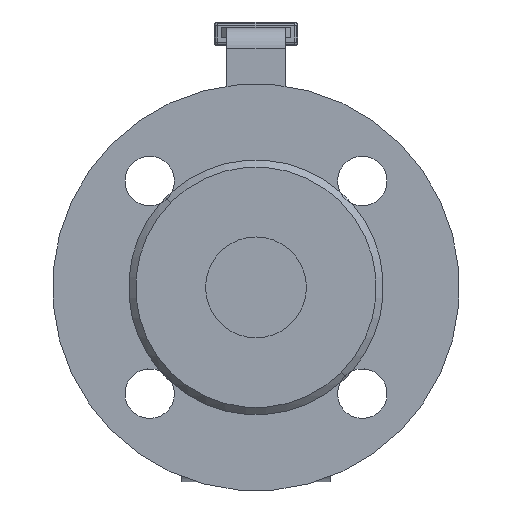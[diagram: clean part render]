
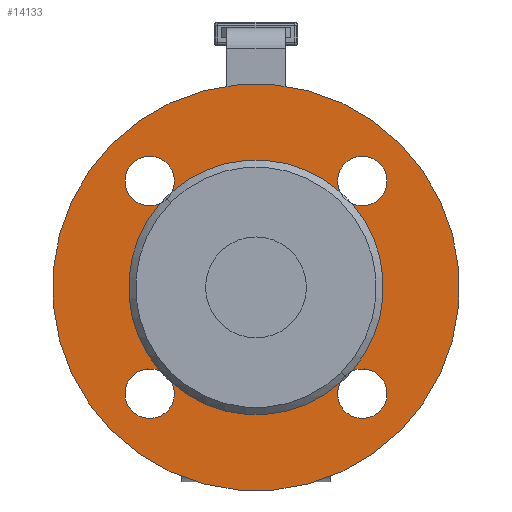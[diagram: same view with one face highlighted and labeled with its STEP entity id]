
A CAD part, left-side view. The second image highlights one B-rep face of the part: STEP entity #14133.
In plain terms, the highlighted planar face has unit normal (-1, 0, 0).
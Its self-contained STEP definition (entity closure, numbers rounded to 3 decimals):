
#11844=CARTESIAN_POINT('',(-84.,23.71,27.09));
#11845=VERTEX_POINT('',#11844);
#11853=CARTESIAN_POINT('',(-84.,35.002,35.002));
#11854=VERTEX_POINT('',#11853);
#11855=CARTESIAN_POINT('',(-84.,30.052,30.052));
#11856=DIRECTION('',(1.,0.,-0.));
#11857=DIRECTION('',(-0.,-0.707,-0.707));
#11858=AXIS2_PLACEMENT_3D('',#11855,#11856,#11857);
#11859=CIRCLE('',#11858,7.);
#11860=EDGE_CURVE('',#11854,#11845,#11859,.T.);
#11886=CARTESIAN_POINT('',(-84.,25.102,-35.002));
#11887=VERTEX_POINT('',#11886);
#11896=CARTESIAN_POINT('',(-84.,23.71,-27.09));
#11897=VERTEX_POINT('',#11896);
#11898=CARTESIAN_POINT('',(-84.,30.052,-30.052));
#11899=DIRECTION('',(1.,0.,-0.));
#11900=DIRECTION('',(-0.,-0.707,-0.707));
#11901=AXIS2_PLACEMENT_3D('',#11898,#11899,#11900);
#11902=CIRCLE('',#11901,7.);
#11903=EDGE_CURVE('',#11897,#11887,#11902,.T.);
#11905=CARTESIAN_POINT('',(-84.,27.09,-23.71));
#11906=VERTEX_POINT('',#11905);
#11914=CARTESIAN_POINT('',(-84.,35.002,-25.102));
#11915=VERTEX_POINT('',#11914);
#11916=CARTESIAN_POINT('',(-84.,30.052,-30.052));
#11917=DIRECTION('',(1.,0.,-0.));
#11918=DIRECTION('',(-0.,-0.707,-0.707));
#11919=AXIS2_PLACEMENT_3D('',#11916,#11917,#11918);
#11920=CIRCLE('',#11919,7.);
#11921=EDGE_CURVE('',#11915,#11906,#11920,.T.);
#11947=CARTESIAN_POINT('',(-84.,-35.002,-35.002));
#11948=VERTEX_POINT('',#11947);
#11957=CARTESIAN_POINT('',(-84.,-27.09,-23.71));
#11958=VERTEX_POINT('',#11957);
#11959=CARTESIAN_POINT('',(-84.,-30.052,-30.052));
#11960=DIRECTION('',(1.,0.,-0.));
#11961=DIRECTION('',(-0.,-0.707,-0.707));
#11962=AXIS2_PLACEMENT_3D('',#11959,#11960,#11961);
#11963=CIRCLE('',#11962,7.);
#11964=EDGE_CURVE('',#11958,#11948,#11963,.T.);
#11999=CARTESIAN_POINT('',(-84.,-35.002,25.102));
#12000=VERTEX_POINT('',#11999);
#12009=CARTESIAN_POINT('',(-84.,-25.102,35.002));
#12010=VERTEX_POINT('',#12009);
#12011=CARTESIAN_POINT('',(-84.,-30.052,30.052));
#12012=DIRECTION('',(1.,0.,-0.));
#12013=DIRECTION('',(-0.,-0.707,-0.707));
#12014=AXIS2_PLACEMENT_3D('',#12011,#12012,#12013);
#12015=CIRCLE('',#12014,7.);
#12016=EDGE_CURVE('',#12010,#12000,#12015,.T.);
#12117=CARTESIAN_POINT('',(-84.,-27.09,23.71));
#12118=VERTEX_POINT('',#12117);
#12119=CARTESIAN_POINT('',(-84.,-0.,-0.));
#12120=DIRECTION('',(1.,0.,-0.));
#12121=DIRECTION('',(-0.,0.707,0.707));
#12122=AXIS2_PLACEMENT_3D('',#12119,#12120,#12121);
#12123=CIRCLE('',#12122,36.);
#12124=EDGE_CURVE('',#12118,#11958,#12123,.T.);
#12126=CARTESIAN_POINT('',(-84.,-23.71,27.09));
#12127=VERTEX_POINT('',#12126);
#12135=CARTESIAN_POINT('',(-84.,-0.,-0.));
#12136=DIRECTION('',(1.,0.,-0.));
#12137=DIRECTION('',(-0.,0.707,0.707));
#12138=AXIS2_PLACEMENT_3D('',#12135,#12136,#12137);
#12139=CIRCLE('',#12138,36.);
#12140=EDGE_CURVE('',#11845,#12127,#12139,.T.);
#12158=CARTESIAN_POINT('',(-84.,40.659,40.659));
#12159=VERTEX_POINT('',#12158);
#12168=CARTESIAN_POINT('',(-84.,-40.659,-40.659));
#12169=VERTEX_POINT('',#12168);
#12170=CARTESIAN_POINT('',(-84.,-0.,0.));
#12171=DIRECTION('',(1.,0.,-0.));
#12172=DIRECTION('',(-0.,0.707,0.707));
#12173=AXIS2_PLACEMENT_3D('',#12170,#12171,#12172);
#12174=CIRCLE('',#12173,57.5);
#12175=EDGE_CURVE('',#12159,#12169,#12174,.T.);
#14051=CARTESIAN_POINT('',(-84.,-0.,0.));
#14052=DIRECTION('',(1.,0.,-0.));
#14053=DIRECTION('',(-0.,0.707,0.707));
#14054=AXIS2_PLACEMENT_3D('',#14051,#14052,#14053);
#14055=CIRCLE('',#14054,57.5);
#14056=EDGE_CURVE('',#12169,#12159,#14055,.T.);
#14062=CARTESIAN_POINT('',(-84.,33.057,33.057));
#14063=DIRECTION('',(-1.,-0.,0.));
#14064=DIRECTION('',(0.,-1.,0.));
#14065=AXIS2_PLACEMENT_3D('',#14062,#14063,#14064);
#14066=PLANE('',#14065);
#14067=ORIENTED_EDGE('',*,*,#14056,.F.);
#14068=ORIENTED_EDGE('',*,*,#12175,.F.);
#14069=EDGE_LOOP('',(#14067,#14068));
#14070=FACE_BOUND('',#14069,.T.);
#14071=CARTESIAN_POINT('',(-84.,27.09,23.71));
#14072=VERTEX_POINT('',#14071);
#14073=CARTESIAN_POINT('',(-84.,30.052,30.052));
#14074=DIRECTION('',(1.,0.,-0.));
#14075=DIRECTION('',(-0.,-0.707,-0.707));
#14076=AXIS2_PLACEMENT_3D('',#14073,#14074,#14075);
#14077=CIRCLE('',#14076,7.);
#14078=EDGE_CURVE('',#14072,#11854,#14077,.T.);
#14079=ORIENTED_EDGE('',*,*,#14078,.T.);
#14080=ORIENTED_EDGE('',*,*,#11860,.T.);
#14081=ORIENTED_EDGE('',*,*,#12140,.T.);
#14082=CARTESIAN_POINT('',(-84.,-30.052,30.052));
#14083=DIRECTION('',(1.,0.,-0.));
#14084=DIRECTION('',(-0.,-0.707,-0.707));
#14085=AXIS2_PLACEMENT_3D('',#14082,#14083,#14084);
#14086=CIRCLE('',#14085,7.);
#14087=EDGE_CURVE('',#12127,#12010,#14086,.T.);
#14088=ORIENTED_EDGE('',*,*,#14087,.T.);
#14089=ORIENTED_EDGE('',*,*,#12016,.T.);
#14090=CARTESIAN_POINT('',(-84.,-30.052,30.052));
#14091=DIRECTION('',(1.,0.,-0.));
#14092=DIRECTION('',(-0.,-0.707,-0.707));
#14093=AXIS2_PLACEMENT_3D('',#14090,#14091,#14092);
#14094=CIRCLE('',#14093,7.);
#14095=EDGE_CURVE('',#12000,#12118,#14094,.T.);
#14096=ORIENTED_EDGE('',*,*,#14095,.T.);
#14097=ORIENTED_EDGE('',*,*,#12124,.T.);
#14098=ORIENTED_EDGE('',*,*,#11964,.T.);
#14099=CARTESIAN_POINT('',(-84.,-23.71,-27.09));
#14100=VERTEX_POINT('',#14099);
#14101=CARTESIAN_POINT('',(-84.,-30.052,-30.052));
#14102=DIRECTION('',(1.,0.,-0.));
#14103=DIRECTION('',(-0.,-0.707,-0.707));
#14104=AXIS2_PLACEMENT_3D('',#14101,#14102,#14103);
#14105=CIRCLE('',#14104,7.);
#14106=EDGE_CURVE('',#11948,#14100,#14105,.T.);
#14107=ORIENTED_EDGE('',*,*,#14106,.T.);
#14108=CARTESIAN_POINT('',(-84.,-0.,-0.));
#14109=DIRECTION('',(1.,0.,-0.));
#14110=DIRECTION('',(-0.,0.707,0.707));
#14111=AXIS2_PLACEMENT_3D('',#14108,#14109,#14110);
#14112=CIRCLE('',#14111,36.);
#14113=EDGE_CURVE('',#14100,#11897,#14112,.T.);
#14114=ORIENTED_EDGE('',*,*,#14113,.T.);
#14115=ORIENTED_EDGE('',*,*,#11903,.T.);
#14116=CARTESIAN_POINT('',(-84.,30.052,-30.052));
#14117=DIRECTION('',(1.,0.,-0.));
#14118=DIRECTION('',(-0.,-0.707,-0.707));
#14119=AXIS2_PLACEMENT_3D('',#14116,#14117,#14118);
#14120=CIRCLE('',#14119,7.);
#14121=EDGE_CURVE('',#11887,#11915,#14120,.T.);
#14122=ORIENTED_EDGE('',*,*,#14121,.T.);
#14123=ORIENTED_EDGE('',*,*,#11921,.T.);
#14124=CARTESIAN_POINT('',(-84.,-0.,-0.));
#14125=DIRECTION('',(1.,0.,-0.));
#14126=DIRECTION('',(-0.,0.707,0.707));
#14127=AXIS2_PLACEMENT_3D('',#14124,#14125,#14126);
#14128=CIRCLE('',#14127,36.);
#14129=EDGE_CURVE('',#11906,#14072,#14128,.T.);
#14130=ORIENTED_EDGE('',*,*,#14129,.T.);
#14131=EDGE_LOOP('',(#14079,#14080,#14081,#14088,#14089,#14096,#14097,#14098,#14107,#14114,#14115,#14122,#14123,#14130));
#14132=FACE_BOUND('',#14131,.T.);
#14133=ADVANCED_FACE('',(#14070,#14132),#14066,.T.);
